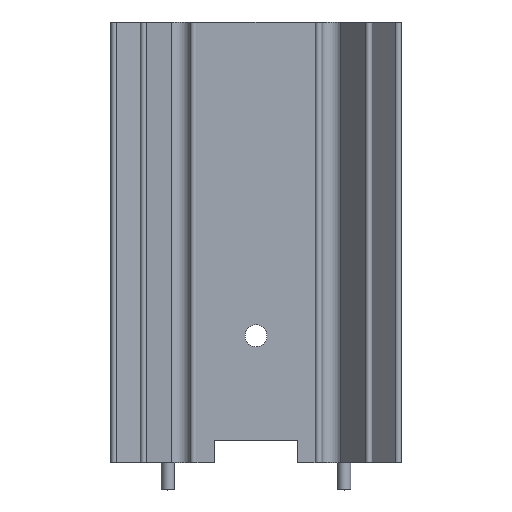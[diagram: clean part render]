
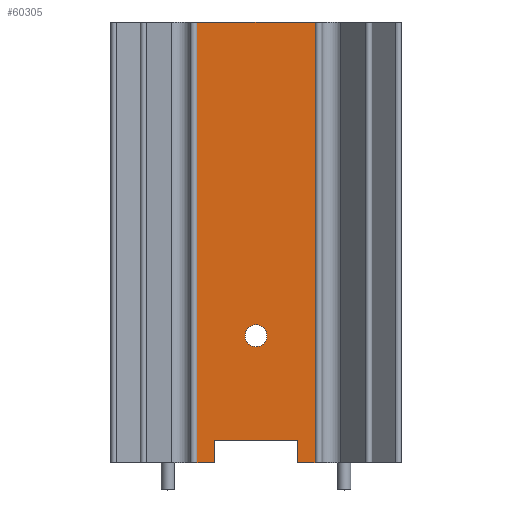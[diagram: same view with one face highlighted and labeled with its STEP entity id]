
A CAD part, top view. The second image highlights one B-rep face of the part: STEP entity #60305.
In plain terms, the highlighted planar face has unit normal (0, 0, 1).
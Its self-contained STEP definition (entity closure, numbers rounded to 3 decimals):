
#115=PLANE('',#62021);
#254=CIRCLE('',#61930,1.585);
#255=CIRCLE('',#61932,1.585);
#584=LINE('',#130280,#950);
#586=LINE('',#130284,#952);
#647=LINE('',#130463,#1013);
#652=LINE('',#130473,#1018);
#655=LINE('',#130479,#1021);
#656=LINE('',#130481,#1022);
#657=LINE('',#130482,#1023);
#658=LINE('',#130483,#1024);
#950=VECTOR('',#63757,1000.);
#952=VECTOR('',#63761,1000.);
#1013=VECTOR('',#63936,1000.);
#1018=VECTOR('',#63943,1000.);
#1021=VECTOR('',#63948,1000.);
#1022=VECTOR('',#63949,1000.);
#1023=VECTOR('',#63950,1000.);
#1024=VECTOR('',#63951,1000.);
#12033=ORIENTED_EDGE('',*,*,#20344,.F.);
#12034=ORIENTED_EDGE('',*,*,#20345,.F.);
#12035=ORIENTED_EDGE('',*,*,#20486,.T.);
#12036=ORIENTED_EDGE('',*,*,#20487,.F.);
#12037=ORIENTED_EDGE('',*,*,#20387,.T.);
#12038=ORIENTED_EDGE('',*,*,#20488,.T.);
#12039=ORIENTED_EDGE('',*,*,#20389,.F.);
#12040=ORIENTED_EDGE('',*,*,#20478,.F.);
#12041=ORIENTED_EDGE('',*,*,#20489,.T.);
#12042=ORIENTED_EDGE('',*,*,#20483,.T.);
#20344=EDGE_CURVE('',#24633,#24630,#254,.T.);
#20345=EDGE_CURVE('',#24630,#24633,#255,.T.);
#20387=EDGE_CURVE('',#24661,#24660,#584,.T.);
#20389=EDGE_CURVE('',#24662,#24663,#586,.T.);
#20478=EDGE_CURVE('',#24723,#24662,#647,.T.);
#20483=EDGE_CURVE('',#24727,#24725,#652,.T.);
#20486=EDGE_CURVE('',#24725,#24729,#655,.T.);
#20487=EDGE_CURVE('',#24661,#24729,#656,.T.);
#20488=EDGE_CURVE('',#24660,#24663,#657,.T.);
#20489=EDGE_CURVE('',#24723,#24727,#658,.T.);
#24630=VERTEX_POINT('',#130189);
#24633=VERTEX_POINT('',#130194);
#24660=VERTEX_POINT('',#130279);
#24661=VERTEX_POINT('',#130281);
#24662=VERTEX_POINT('',#130285);
#24663=VERTEX_POINT('',#130286);
#24723=VERTEX_POINT('',#130464);
#24725=VERTEX_POINT('',#130471);
#24727=VERTEX_POINT('',#130474);
#24729=VERTEX_POINT('',#130480);
#31083=EDGE_LOOP('',(#12033,#12034));
#31084=EDGE_LOOP('',(#12035,#12036,#12037,#12038,#12039,#12040,#12041,#12042));
#34087=FACE_BOUND('',#31083,.T.);
#34088=FACE_BOUND('',#31084,.T.);
#60305=ADVANCED_FACE('',(#34087,#34088),#115,.F.);
#61930=AXIS2_PLACEMENT_3D('',#130195,#63667,#63668);
#61932=AXIS2_PLACEMENT_3D('',#130197,#63671,#63672);
#62021=AXIS2_PLACEMENT_3D('',#130478,#63946,#63947);
#63667=DIRECTION('',(0.,0.,1.));
#63668=DIRECTION('',(1.,0.,0.));
#63671=DIRECTION('',(0.,0.,1.));
#63672=DIRECTION('',(-1.,0.,0.));
#63757=DIRECTION('',(0.,1.,0.));
#63761=DIRECTION('',(0.,1.,0.));
#63936=DIRECTION('',(-1.,0.,0.));
#63943=DIRECTION('',(1.,0.,0.));
#63946=DIRECTION('',(0.,0.,-1.));
#63947=DIRECTION('',(0.,-1.,0.));
#63948=DIRECTION('',(0.,-1.,0.));
#63949=DIRECTION('',(-1.,0.,0.));
#63950=DIRECTION('',(-1.,0.,0.));
#63951=DIRECTION('',(0.,1.,0.));
#130189=CARTESIAN_POINT('',(-1.585,18.29,0.785));
#130194=CARTESIAN_POINT('',(1.585,18.29,0.785));
#130195=CARTESIAN_POINT('',(0.,18.29,0.785));
#130197=CARTESIAN_POINT('',(0.,18.29,0.785));
#130279=CARTESIAN_POINT('',(8.51,63.5,0.785));
#130280=CARTESIAN_POINT('',(8.51,0.,0.785));
#130281=CARTESIAN_POINT('',(8.51,0.,0.785));
#130284=CARTESIAN_POINT('',(-8.51,0.,0.785));
#130285=CARTESIAN_POINT('',(-8.51,0.,0.785));
#130286=CARTESIAN_POINT('',(-8.51,63.5,0.785));
#130463=CARTESIAN_POINT('',(-6.01,0.,0.785));
#130464=CARTESIAN_POINT('',(-6.01,0.,0.785));
#130471=CARTESIAN_POINT('',(6.01,3.18,0.785));
#130473=CARTESIAN_POINT('',(-6.01,3.18,0.785));
#130474=CARTESIAN_POINT('',(-6.01,3.18,0.785));
#130478=CARTESIAN_POINT('',(0.,0.,0.785));
#130479=CARTESIAN_POINT('',(6.01,3.18,0.785));
#130480=CARTESIAN_POINT('',(6.01,0.,0.785));
#130481=CARTESIAN_POINT('',(8.51,0.,0.785));
#130482=CARTESIAN_POINT('',(8.51,63.5,0.785));
#130483=CARTESIAN_POINT('',(-6.01,0.,0.785));
